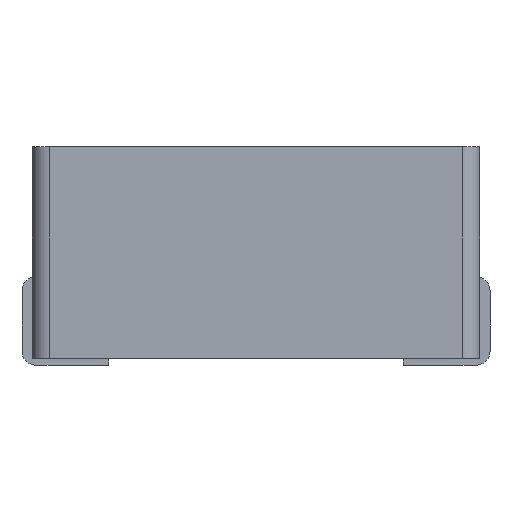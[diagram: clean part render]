
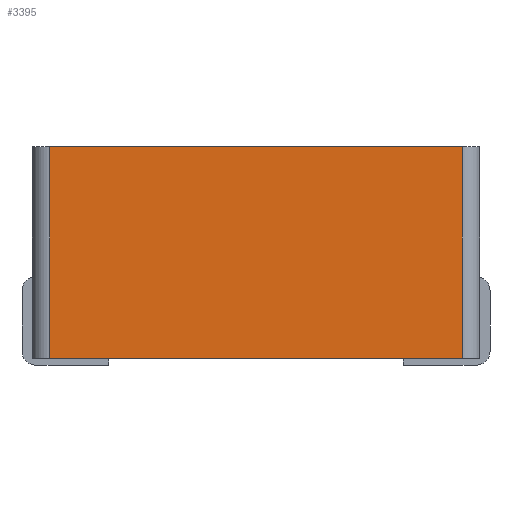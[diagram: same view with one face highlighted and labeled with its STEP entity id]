
A CAD part, front view. The second image highlights one B-rep face of the part: STEP entity #3395.
In plain terms, the highlighted planar face has unit normal (0, -1, 0).
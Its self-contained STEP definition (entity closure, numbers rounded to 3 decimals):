
#137=PLANE('',#3545);
#287=LINE('',#4299,#537);
#291=LINE('',#4309,#541);
#292=LINE('',#4312,#542);
#293=LINE('',#4313,#543);
#537=VECTOR('',#3737,1000.);
#541=VECTOR('',#3745,1000.);
#542=VECTOR('',#3746,1000.);
#543=VECTOR('',#3747,1000.);
#804=ORIENTED_EDGE('',*,*,#1537,.T.);
#805=ORIENTED_EDGE('',*,*,#1538,.F.);
#806=ORIENTED_EDGE('',*,*,#1532,.F.);
#807=ORIENTED_EDGE('',*,*,#1539,.T.);
#1532=EDGE_CURVE('',#1896,#1897,#287,.T.);
#1537=EDGE_CURVE('',#1901,#1902,#291,.T.);
#1538=EDGE_CURVE('',#1897,#1902,#292,.T.);
#1539=EDGE_CURVE('',#1896,#1901,#293,.T.);
#1896=VERTEX_POINT('',#4298);
#1897=VERTEX_POINT('',#4300);
#1901=VERTEX_POINT('',#4310);
#1902=VERTEX_POINT('',#4311);
#2127=EDGE_LOOP('',(#804,#805,#806,#807));
#2276=FACE_BOUND('',#2127,.T.);
#3395=ADVANCED_FACE('',(#2276),#137,.F.);
#3545=AXIS2_PLACEMENT_3D('',#4308,#3743,#3744);
#3737=DIRECTION('',(-1.,0.,0.));
#3743=DIRECTION('',(0.,1.,0.));
#3744=DIRECTION('',(0.,0.,1.));
#3745=DIRECTION('',(-1.,0.,0.));
#3746=DIRECTION('',(0.,0.,1.));
#3747=DIRECTION('',(0.,0.,1.));
#4298=CARTESIAN_POINT('',(5.95,-6.4,-4.8));
#4299=CARTESIAN_POINT('',(-5.9,-6.4,-4.8));
#4300=CARTESIAN_POINT('',(-5.95,-6.4,-4.8));
#4308=CARTESIAN_POINT('',(-5.9,-6.4,-4.8));
#4309=CARTESIAN_POINT('',(-5.9,-6.4,1.3));
#4310=CARTESIAN_POINT('',(5.95,-6.4,1.3));
#4311=CARTESIAN_POINT('',(-5.95,-6.4,1.3));
#4312=CARTESIAN_POINT('',(-5.95,-6.4,-4.8));
#4313=CARTESIAN_POINT('',(5.95,-6.4,-4.8));
